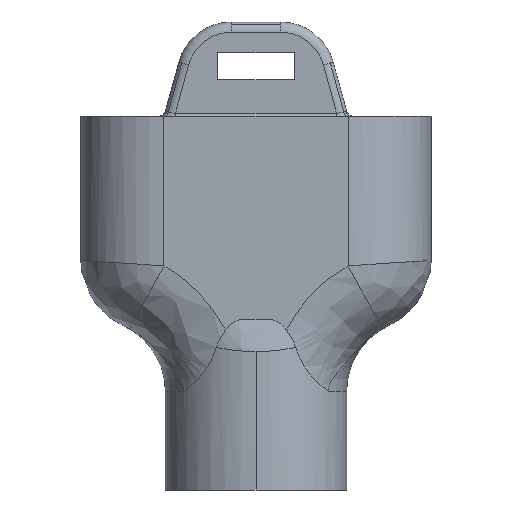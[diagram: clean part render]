
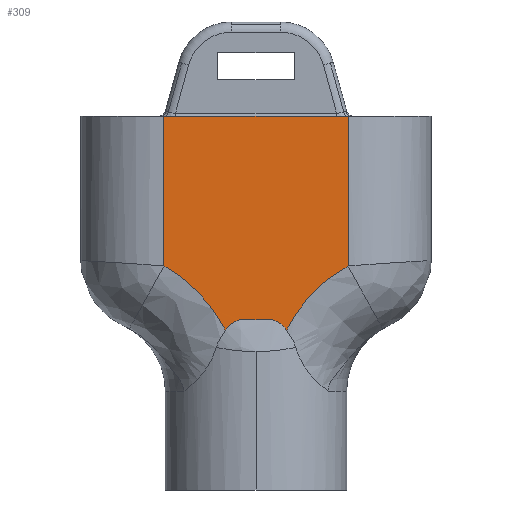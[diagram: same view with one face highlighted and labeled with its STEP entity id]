
A CAD part, front view. The second image highlights one B-rep face of the part: STEP entity #309.
In plain terms, the highlighted planar face has unit normal (0, -1, 0).
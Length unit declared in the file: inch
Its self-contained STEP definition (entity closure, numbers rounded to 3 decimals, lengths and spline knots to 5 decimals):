
#309=ADVANCED_FACE('',(#624),#625,.T.);
#624=FACE_OUTER_BOUND('',#1690,.T.);
#625=PLANE('',#1691);
#1690=EDGE_LOOP('',(#2743,#2744,#2745,#2746,#2747,#2748,#2749,#2750));
#1691=AXIS2_PLACEMENT_3D('',#2751,#2752,#2753);
#2743=ORIENTED_EDGE('',*,*,#3187,.F.);
#2744=ORIENTED_EDGE('',*,*,#3197,.F.);
#2745=ORIENTED_EDGE('',*,*,#3198,.F.);
#2746=ORIENTED_EDGE('',*,*,#3199,.T.);
#2747=ORIENTED_EDGE('',*,*,#3200,.F.);
#2748=ORIENTED_EDGE('',*,*,#2927,.F.);
#2749=ORIENTED_EDGE('',*,*,#3067,.F.);
#2750=ORIENTED_EDGE('',*,*,#3093,.F.);
#2751=CARTESIAN_POINT('',(0.5315,-0.48031,2.15748));
#2752=DIRECTION('',(0.0,-1.0,0.0));
#2753=DIRECTION('',(0.0,0.0,-1.0));
#2927=EDGE_CURVE('',#3371,#3373,#3374,.T.);
#3067=EDGE_CURVE('',#3580,#3371,#3582,.T.);
#3093=EDGE_CURVE('',#3613,#3580,#3615,.F.);
#3187=EDGE_CURVE('',#3734,#3613,#3737,.T.);
#3197=EDGE_CURVE('',#3749,#3734,#3750,.F.);
#3198=EDGE_CURVE('',#3751,#3749,#3752,.T.);
#3199=EDGE_CURVE('',#3751,#3753,#3754,.T.);
#3200=EDGE_CURVE('',#3373,#3753,#3755,.T.);
#3371=VERTEX_POINT('',#4184);
#3373=VERTEX_POINT('',#4186);
#3374=LINE('',#4187,#4188);
#3580=VERTEX_POINT('',#4893);
#3582=LINE('',#4895,#4896);
#3613=VERTEX_POINT('',#4938);
#3615=LINE('',#4949,#4950);
#3734=VERTEX_POINT('',#5169);
#3737=B_SPLINE_CURVE_WITH_KNOTS('',3,(#5175,#5176,#5177,#5178,#5179,#5180),.UNSPECIFIED.,.F.,.F.,(4,1,1,4),(2.04195,2.39737,2.71937,3.36338),.UNSPECIFIED.);
#3749=VERTEX_POINT('',#5296);
#3750=B_SPLINE_CURVE_WITH_KNOTS('',3,(#5297,#5298,#5299,#5300,#5301,#5302,#5303,#5304,#5305,#5306,#5307,#5308,#5309,#5310,#5311,#5312,#5313,#5314,#5315,#5316,#5317,#5318),.UNSPECIFIED.,.F.,.F.,(4,3,3,3,3,3,3,4),(0.28328,0.35132,0.41937,0.48741,0.55546,0.6235,0.68714,0.69155),.UNSPECIFIED.);
#3751=VERTEX_POINT('',#5319);
#3752=LINE('',#5320,#5321);
#3753=VERTEX_POINT('',#5322);
#3754=B_SPLINE_CURVE_WITH_KNOTS('',3,(#5323,#5324,#5325,#5326,#5327,#5328,#5329,#5330,#5331,#5332,#5333,#5334,#5335,#5336),.UNSPECIFIED.,.F.,.F.,(4,2,2,2,2,2,4),(-0.00003,0.0,0.00058,0.00294,0.00584,0.01254,0.01582),.UNSPECIFIED.);
#3755=B_SPLINE_CURVE_WITH_KNOTS('',3,(#5337,#5338,#5339,#5340,#5341,#5342),.UNSPECIFIED.,.F.,.F.,(4,1,1,4),(-3.36338,-2.71937,-2.07537,-2.04198),.UNSPECIFIED.);
#4184=CARTESIAN_POINT('',(0.5315,-0.48031,2.15748));
#4186=CARTESIAN_POINT('',(0.5315,-0.48031,1.29371));
#4187=CARTESIAN_POINT('',(0.5315,-0.48031,2.15748));
#4188=VECTOR('',#5577,0.3937);
#4893=CARTESIAN_POINT('',(-0.5315,-0.48031,2.15748));
#4895=CARTESIAN_POINT('',(-0.5315,-0.48031,2.15748));
#4896=VECTOR('',#5721,0.3937);
#4938=CARTESIAN_POINT('',(-0.5315,-0.48031,1.29371));
#4949=CARTESIAN_POINT('',(-0.5315,-0.48031,2.15748));
#4950=VECTOR('',#5757,0.3937);
#5169=CARTESIAN_POINT('',(-0.17703,-0.48032,0.92361));
#5175=CARTESIAN_POINT('',(-0.17703,-0.48031,0.92361));
#5176=CARTESIAN_POINT('',(-0.19803,-0.48031,0.96525));
#5177=CARTESIAN_POINT('',(-0.24428,-0.48031,1.04149));
#5178=CARTESIAN_POINT('',(-0.35575,-0.48031,1.17492));
#5179=CARTESIAN_POINT('',(-0.45747,-0.48031,1.25293));
#5180=CARTESIAN_POINT('',(-0.5315,-0.48031,1.29371));
#5296=CARTESIAN_POINT('',(-0.08759,-0.48031,0.98425));
#5297=CARTESIAN_POINT('',(-0.17703,-0.48032,0.92361));
#5298=CARTESIAN_POINT('',(-0.17226,-0.48034,0.93058));
#5299=CARTESIAN_POINT('',(-0.16705,-0.48033,0.93708));
#5300=CARTESIAN_POINT('',(-0.1614,-0.48031,0.94313));
#5301=CARTESIAN_POINT('',(-0.15589,-0.48029,0.94902));
#5302=CARTESIAN_POINT('',(-0.15006,-0.48027,0.95438));
#5303=CARTESIAN_POINT('',(-0.14389,-0.48028,0.95923));
#5304=CARTESIAN_POINT('',(-0.13815,-0.48029,0.96374));
#5305=CARTESIAN_POINT('',(-0.1322,-0.48032,0.96775));
#5306=CARTESIAN_POINT('',(-0.12602,-0.48035,0.97123));
#5307=CARTESIAN_POINT('',(-0.12034,-0.48037,0.97444));
#5308=CARTESIAN_POINT('',(-0.11458,-0.48039,0.97714));
#5309=CARTESIAN_POINT('',(-0.10874,-0.48039,0.9793));
#5310=CARTESIAN_POINT('',(-0.10379,-0.48038,0.98114));
#5311=CARTESIAN_POINT('',(-0.09903,-0.48036,0.98251));
#5312=CARTESIAN_POINT('',(-0.09445,-0.48034,0.98339));
#5313=CARTESIAN_POINT('',(-0.09052,-0.48033,0.98388));
#5314=CARTESIAN_POINT('',(-0.08826,-0.48032,0.98417));
#5315=CARTESIAN_POINT('',(-0.08769,-0.48031,0.98424));
#5316=CARTESIAN_POINT('',(-0.08765,-0.48031,0.98424));
#5317=CARTESIAN_POINT('',(-0.08762,-0.48031,0.98425));
#5318=CARTESIAN_POINT('',(-0.08759,-0.48031,0.98425));
#5319=CARTESIAN_POINT('',(0.08759,-0.48031,0.98425));
#5320=CARTESIAN_POINT('',(0.26575,-0.48031,0.98425));
#5321=VECTOR('',#5848,0.3937);
#5322=CARTESIAN_POINT('',(0.17703,-0.48031,0.92361));
#5323=CARTESIAN_POINT('',(0.08759,-0.48031,0.98425));
#5324=CARTESIAN_POINT('',(0.0876,-0.48031,0.98425));
#5325=CARTESIAN_POINT('',(0.0876,-0.48031,0.98425));
#5326=CARTESIAN_POINT('',(0.08768,-0.48031,0.98425));
#5327=CARTESIAN_POINT('',(0.08788,-0.48031,0.98425));
#5328=CARTESIAN_POINT('',(0.08951,-0.48031,0.98416));
#5329=CARTESIAN_POINT('',(0.09217,-0.48031,0.98389));
#5330=CARTESIAN_POINT('',(0.10063,-0.48031,0.98208));
#5331=CARTESIAN_POINT('',(0.1062,-0.48031,0.98042));
#5332=CARTESIAN_POINT('',(0.12689,-0.48031,0.97189));
#5333=CARTESIAN_POINT('',(0.14263,-0.48031,0.96194));
#5334=CARTESIAN_POINT('',(0.16445,-0.48031,0.94025));
#5335=CARTESIAN_POINT('',(0.17108,-0.48031,0.93229));
#5336=CARTESIAN_POINT('',(0.17703,-0.48031,0.92361));
#5337=CARTESIAN_POINT('',(0.5315,-0.48031,1.29371));
#5338=CARTESIAN_POINT('',(0.45747,-0.48031,1.25293));
#5339=CARTESIAN_POINT('',(0.32182,-0.48031,1.14891));
#5340=CARTESIAN_POINT('',(0.21962,-0.48031,1.0066));
#5341=CARTESIAN_POINT('',(0.179,-0.48031,0.92752));
#5342=CARTESIAN_POINT('',(0.17703,-0.48031,0.92361));
#5577=DIRECTION('',(0.0,0.0,-1.0));
#5721=DIRECTION('',(1.0,0.0,0.0));
#5757=DIRECTION('',(0.0,0.0,-1.0));
#5848=DIRECTION('',(-1.0,0.0,0.0));
